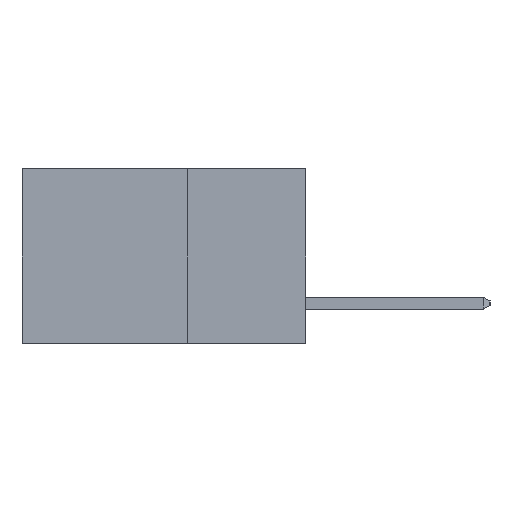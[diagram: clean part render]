
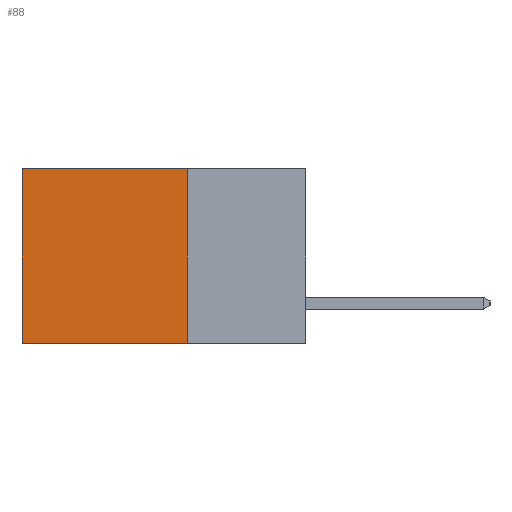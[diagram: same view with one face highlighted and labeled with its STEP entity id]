
A CAD part, left-side view. The second image highlights one B-rep face of the part: STEP entity #88.
In plain terms, the highlighted planar face has unit normal (-1, 0, 0).
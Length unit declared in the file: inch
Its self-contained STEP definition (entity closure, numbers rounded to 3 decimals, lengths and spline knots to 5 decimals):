
#88 = ADVANCED_FACE ( 'NONE', ( #1440 ), #6320, .F. ) ;
#448 = DIRECTION ( 'NONE',  ( 1., 0., 0. ) ) ;
#511 = VECTOR ( 'NONE', #6674, 39.37008 ) ;
#555 = LINE ( 'NONE', #5663, #8265 ) ;
#1333 = EDGE_LOOP ( 'NONE', ( #1349, #4083, #11724, #4395 ) ) ;
#1349 = ORIENTED_EDGE ( 'NONE', *, *, #5272, .T. ) ;
#1440 = FACE_OUTER_BOUND ( 'NONE', #1333, .T. ) ;
#1733 = EDGE_CURVE ( 'NONE', #1924, #2706, #555, .T. ) ;
#1924 = VERTEX_POINT ( 'NONE', #2003 ) ;
#2003 = CARTESIAN_POINT ( 'NONE',  ( 0.2615, 0.25, -0.37 ) ) ;
#2646 = CARTESIAN_POINT ( 'NONE',  ( 0.2615, 0.6, -0.37 ) ) ;
#2706 = VERTEX_POINT ( 'NONE', #2646 ) ;
#2733 = CARTESIAN_POINT ( 'NONE',  ( 0.2615, 0.25, -0.37 ) ) ;
#2791 = EDGE_CURVE ( 'NONE', #4468, #1924, #6255, .T. ) ;
#3633 = DIRECTION ( 'NONE',  ( 0., 1., 0. ) ) ;
#3996 = VECTOR ( 'NONE', #8452, 39.37008 ) ;
#4028 = CARTESIAN_POINT ( 'NONE',  ( 0.2615, 0.25, 0. ) ) ;
#4083 = ORIENTED_EDGE ( 'NONE', *, *, #1733, .F. ) ;
#4395 = ORIENTED_EDGE ( 'NONE', *, *, #11863, .T. ) ;
#4468 = VERTEX_POINT ( 'NONE', #4028 ) ;
#5201 = VECTOR ( 'NONE', #3633, 39.37008 ) ;
#5272 = EDGE_CURVE ( 'NONE', #6010, #2706, #8584, .T. ) ;
#5496 = LINE ( 'NONE', #11343, #5201 ) ;
#5529 = DIRECTION ( 'NONE',  ( 0., 0., -1. ) ) ;
#5588 = DIRECTION ( 'NONE',  ( 0., 1., 0. ) ) ;
#5663 = CARTESIAN_POINT ( 'NONE',  ( 0.2615, 0.25, -0.37 ) ) ;
#6010 = VERTEX_POINT ( 'NONE', #6494 ) ;
#6231 = CARTESIAN_POINT ( 'NONE',  ( 0.2615, 0.25, -0.37 ) ) ;
#6255 = LINE ( 'NONE', #2733, #511 ) ;
#6320 = PLANE ( 'NONE',  #7539 ) ;
#6494 = CARTESIAN_POINT ( 'NONE',  ( 0.2615, 0.6, 0. ) ) ;
#6674 = DIRECTION ( 'NONE',  ( 0., 0., -1. ) ) ;
#7539 = AXIS2_PLACEMENT_3D ( 'NONE', #6231, #448, #5529 ) ;
#8265 = VECTOR ( 'NONE', #5588, 39.37008 ) ;
#8452 = DIRECTION ( 'NONE',  ( 0., 0., -1. ) ) ;
#8584 = LINE ( 'NONE', #8828, #3996 ) ;
#8828 = CARTESIAN_POINT ( 'NONE',  ( 0.2615, 0.6, -0.37 ) ) ;
#11343 = CARTESIAN_POINT ( 'NONE',  ( 0.2615, 0.25, 0. ) ) ;
#11724 = ORIENTED_EDGE ( 'NONE', *, *, #2791, .F. ) ;
#11863 = EDGE_CURVE ( 'NONE', #4468, #6010, #5496, .T. ) ;
